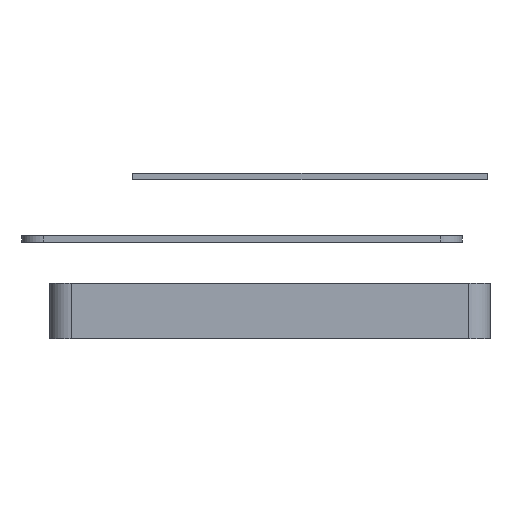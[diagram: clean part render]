
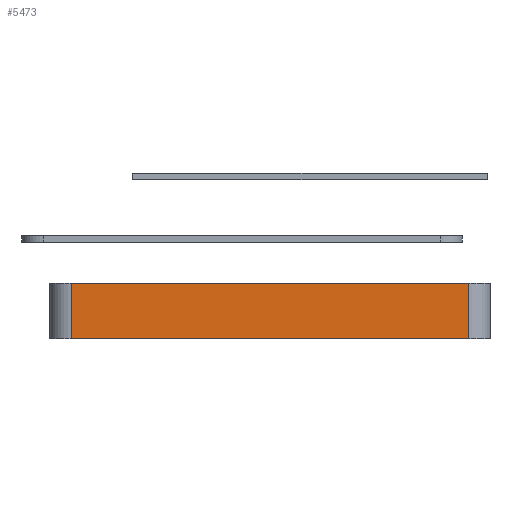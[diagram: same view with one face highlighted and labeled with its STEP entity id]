
A CAD part, left-side view. The second image highlights one B-rep face of the part: STEP entity #5473.
In plain terms, the highlighted planar face has unit normal (-1, 0, 0).
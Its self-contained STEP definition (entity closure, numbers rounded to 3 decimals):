
#706=FACE_OUTER_BOUND('',#1109,.T.);
#1109=EDGE_LOOP('',(#4156,#4157,#4158,#4159));
#1420=LINE('',#8095,#1928);
#1428=LINE('',#8112,#1936);
#1441=LINE('',#8153,#1949);
#1462=LINE('',#8215,#1970);
#1928=VECTOR('',#6656,10.);
#1936=VECTOR('',#6668,10.);
#1949=VECTOR('',#6703,10.);
#1970=VECTOR('',#6774,10.);
#2490=VERTEX_POINT('',#8088);
#2493=VERTEX_POINT('',#8093);
#2500=VERTEX_POINT('',#8111);
#2517=VERTEX_POINT('',#8152);
#3080=EDGE_CURVE('',#2493,#2490,#1420,.T.);
#3088=EDGE_CURVE('',#2490,#2500,#1428,.T.);
#3109=EDGE_CURVE('',#2500,#2517,#1441,.T.);
#3140=EDGE_CURVE('',#2517,#2493,#1462,.T.);
#4156=ORIENTED_EDGE('',*,*,#3080,.F.);
#4157=ORIENTED_EDGE('',*,*,#3140,.F.);
#4158=ORIENTED_EDGE('',*,*,#3109,.F.);
#4159=ORIENTED_EDGE('',*,*,#3088,.F.);
#5264=PLANE('',#5934);
#5473=ADVANCED_FACE('',(#706),#5264,.T.);
#5934=AXIS2_PLACEMENT_3D('',#8214,#6772,#6773);
#6656=DIRECTION('',(0.,0.,1.));
#6668=DIRECTION('',(0.,-1.,0.));
#6703=DIRECTION('',(0.,0.,-1.));
#6772=DIRECTION('center_axis',(-1.,0.,0.));
#6773=DIRECTION('ref_axis',(0.,-1.,0.));
#6774=DIRECTION('',(0.,1.,0.));
#8088=CARTESIAN_POINT('',(-65.027,128.458,13.));
#8093=CARTESIAN_POINT('',(-65.027,128.458,0.));
#8095=CARTESIAN_POINT('',(-65.027,128.458,0.));
#8111=CARTESIAN_POINT('',(-65.027,35.198,13.));
#8112=CARTESIAN_POINT('',(-65.027,30.198,13.));
#8152=CARTESIAN_POINT('',(-65.027,35.198,0.));
#8153=CARTESIAN_POINT('',(-65.027,35.198,0.));
#8214=CARTESIAN_POINT('Origin',(-65.027,133.458,0.));
#8215=CARTESIAN_POINT('',(-65.027,30.198,0.));
